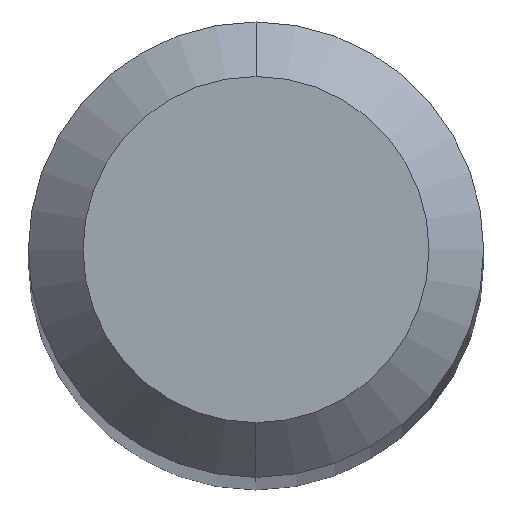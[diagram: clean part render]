
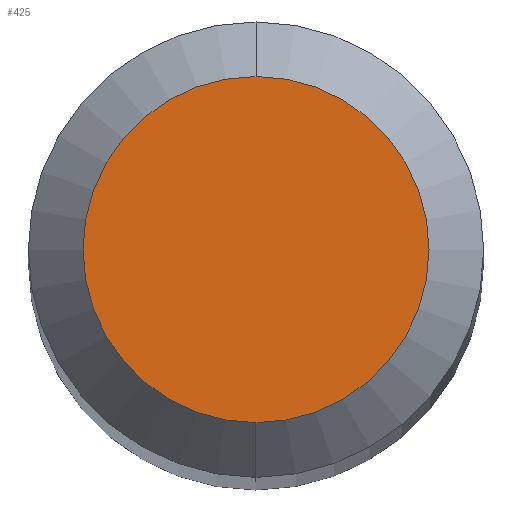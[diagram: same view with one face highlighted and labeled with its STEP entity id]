
A CAD part, top view. The second image highlights one B-rep face of the part: STEP entity #425.
In plain terms, the highlighted planar face has unit normal (0, 0, 1).
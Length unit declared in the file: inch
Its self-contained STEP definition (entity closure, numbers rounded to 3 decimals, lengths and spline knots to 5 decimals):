
#22 = VERTEX_POINT ( 'NONE', #423 ) ;
#30 = AXIS2_PLACEMENT_3D ( 'NONE', #388, #426, #507 ) ;
#34 = ORIENTED_EDGE ( 'NONE', *, *, #275, .T. ) ;
#72 = EDGE_LOOP ( 'NONE', ( #34, #459 ) ) ;
#80 = DIRECTION ( 'NONE',  ( 0., -1., 0. ) ) ;
#153 = CARTESIAN_POINT ( 'NONE',  ( 0., 0., 0. ) ) ;
#198 = VERTEX_POINT ( 'NONE', #256 ) ;
#228 = CIRCLE ( 'NONE', #490, 0.0475 ) ;
#247 = DIRECTION ( 'NONE',  ( 0., -1., 0. ) ) ;
#256 = CARTESIAN_POINT ( 'NONE',  ( 0., 0.0475, 0. ) ) ;
#270 = PLANE ( 'NONE',  #30 ) ;
#275 = EDGE_CURVE ( 'NONE', #198, #22, #228, .T. ) ;
#304 = EDGE_CURVE ( 'NONE', #22, #198, #504, .T. ) ;
#314 = FACE_OUTER_BOUND ( 'NONE', #72, .T. ) ;
#369 = AXIS2_PLACEMENT_3D ( 'NONE', #153, #402, #247 ) ;
#388 = CARTESIAN_POINT ( 'NONE',  ( 0., 0.0475, 0. ) ) ;
#402 = DIRECTION ( 'NONE',  ( 0., 0., 1. ) ) ;
#423 = CARTESIAN_POINT ( 'NONE',  ( 0., -0.0475, 0. ) ) ;
#425 = ADVANCED_FACE ( 'NONE', ( #314 ), #270, .F. ) ;
#426 = DIRECTION ( 'NONE',  ( 0., 0., -1. ) ) ;
#442 = CARTESIAN_POINT ( 'NONE',  ( 0., 0., 0. ) ) ;
#448 = DIRECTION ( 'NONE',  ( 0., 0., 1. ) ) ;
#459 = ORIENTED_EDGE ( 'NONE', *, *, #304, .T. ) ;
#490 = AXIS2_PLACEMENT_3D ( 'NONE', #442, #448, #80 ) ;
#504 = CIRCLE ( 'NONE', #369, 0.0475 ) ;
#507 = DIRECTION ( 'NONE',  ( 0., 1., 0. ) ) ;
